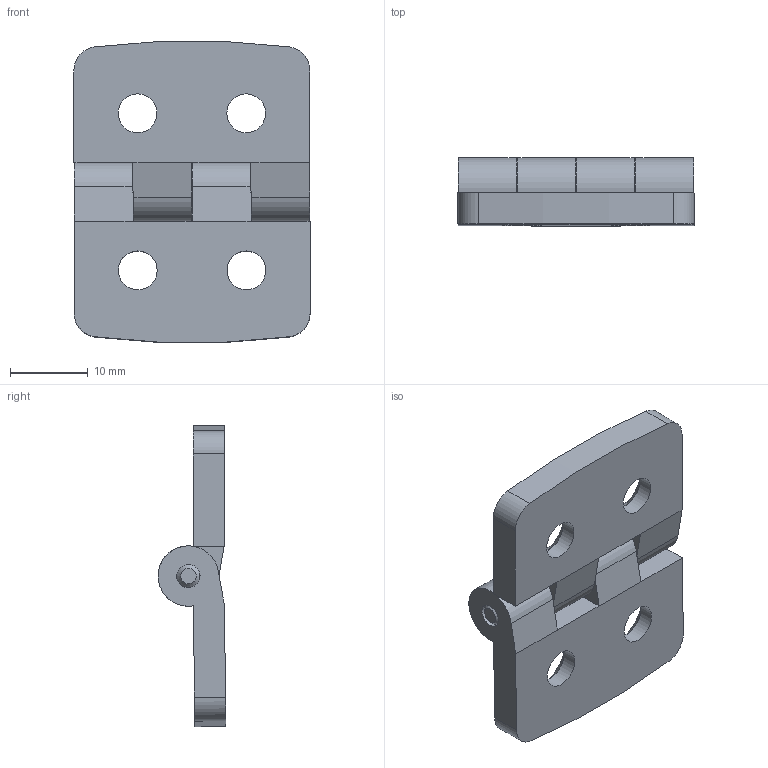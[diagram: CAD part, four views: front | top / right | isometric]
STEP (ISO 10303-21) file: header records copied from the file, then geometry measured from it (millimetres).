
FILE_DESCRIPTION(/* description */ (''),/* implementation_level */ '2;1');
FILE_NAME(/* name */ 'PlasticHinge.stp',/* time_stamp */ '2020-09-09T15:36:09-03:00',/* author */ ('JK'),/* organization */ (''),/* preprocessor_version */ 'ST-DEVELOPER v18',/* originating_system */ 'Autodesk Inventor 2020',/* authorisation */ '');
FILE_SCHEMA (('AUTOMOTIVE_DESIGN { 1 0 10303 214 3 1 1 }'));
Length unit declared in the file: millimetre
Products named in the file (3): PlasticHinge; PlasticHinge_1; HingePing
Assembly tree (3 placements, depth 2):
  PlasticHinge
    PlasticHinge_1  x2
    HingePing
Bounding box: 30.43 x 8.73 x 38.81 mm (x, y, z)
Volume: 4754.1 mm3; surface area: 4112.9 mm2
Topology: 3 solids, 3 shells, 53 faces, 133 edges, 90 vertices
Faces by surface type: plane 28, cylinder 19, cone 6
Full cylindrical faces by diameter (mm): 3 x5, 5 x4
Entity records: 1012 total; most frequent: DIRECTION 174, CARTESIAN_POINT 154, ORIENTED_EDGE 142, EDGE_CURVE 71, AXIS2_PLACEMENT_3D 68, VERTEX_POINT 48, EDGE_LOOP 39, LINE 38
